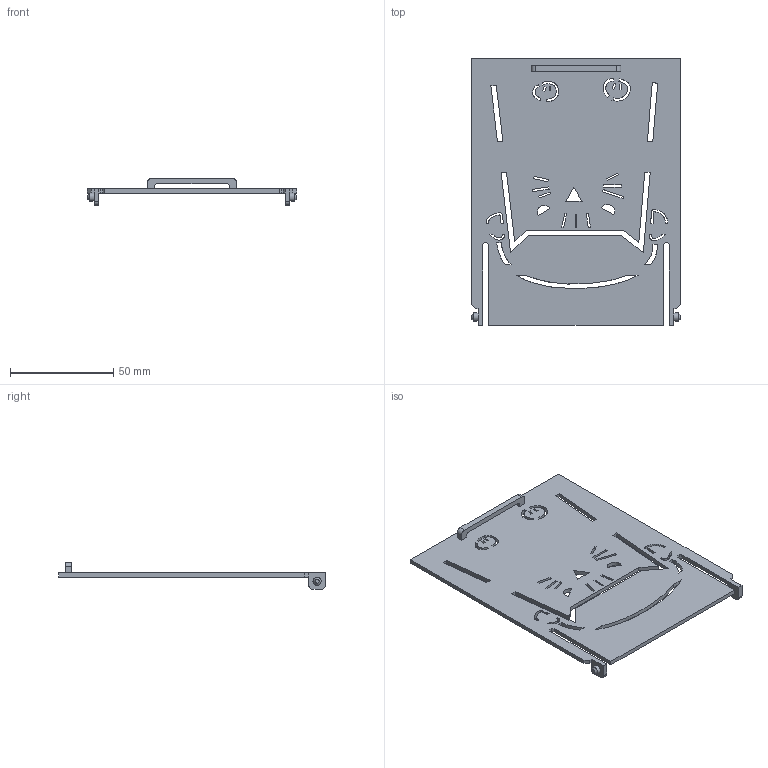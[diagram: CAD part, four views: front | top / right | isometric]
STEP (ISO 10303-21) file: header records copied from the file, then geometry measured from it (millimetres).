
FILE_DESCRIPTION(/* description */ (''),/* implementation_level */ '2;1');
FILE_NAME(/* name */ '',/* time_stamp */ '2025-10-24T23:51:28-04:00',/* author */ (''),/* organization */ (''),/* preprocessor_version */ 'ST-DEVELOPER v20.1',/* originating_system */ 'Autodesk Translation Framework v14.17.0.0',/* authorisation */ '');
FILE_SCHEMA (('AUTOMOTIVE_DESIGN { 1 0 10303 214 3 1 1 }'));
Length unit declared in the file: millimetre
Products named in the file (1): 2025-10-22-10-29-16-926
Bounding box: 101.66 x 129.25 x 13 mm (x, y, z)
Volume: 24415.2 mm3; surface area: 27903.4 mm2
Topology: 1 solids, 1 shells, 182 faces, 530 edges, 350 vertices
Faces by surface type: plane 138, bspline 30, cylinder 12, cone 2
Full cylindrical faces by diameter (mm): 3.99 x2
Entity records: 8541 total; most frequent: CARTESIAN_POINT 3815, ORIENTED_EDGE 1060, DIRECTION 784, EDGE_CURVE 530, LINE 426, VECTOR 426, VERTEX_POINT 350, EDGE_LOOP 246
